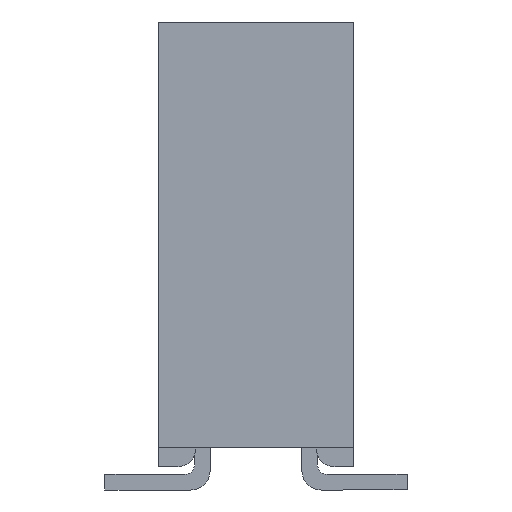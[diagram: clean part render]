
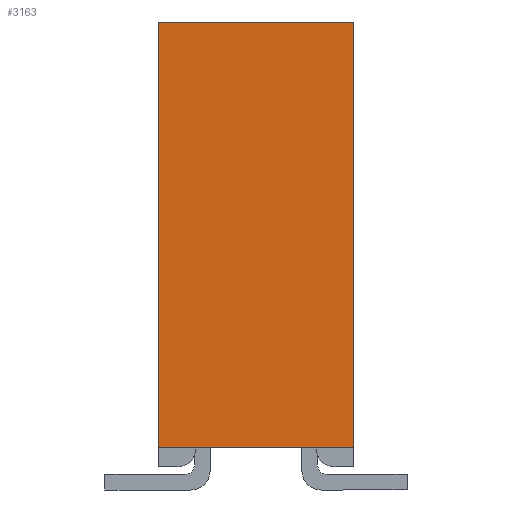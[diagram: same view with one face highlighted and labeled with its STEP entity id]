
A CAD part, left-side view. The second image highlights one B-rep face of the part: STEP entity #3163.
In plain terms, the highlighted planar face has unit normal (-1, 0, 0).
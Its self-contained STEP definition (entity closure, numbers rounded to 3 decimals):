
#3163 = ADVANCED_FACE('',(#3164),#3198,.F.);
#3164 = FACE_BOUND('',#3165,.T.);
#3165 = EDGE_LOOP('',(#3166,#3176,#3184,#3192));
#3166 = ORIENTED_EDGE('',*,*,#3167,.T.);
#3167 = EDGE_CURVE('',#3168,#3170,#3172,.T.);
#3168 = VERTEX_POINT('',#3169);
#3169 = CARTESIAN_POINT('',(-10.287,5.791,-1.27));
#3170 = VERTEX_POINT('',#3171);
#3171 = CARTESIAN_POINT('',(-10.287,0.254,-1.27));
#3172 = LINE('',#3173,#3174);
#3173 = CARTESIAN_POINT('',(-10.287,5.791,-1.27));
#3174 = VECTOR('',#3175,1.);
#3175 = DIRECTION('',(0.,-1.,0.));
#3176 = ORIENTED_EDGE('',*,*,#3177,.T.);
#3177 = EDGE_CURVE('',#3170,#3178,#3180,.T.);
#3178 = VERTEX_POINT('',#3179);
#3179 = CARTESIAN_POINT('',(-10.287,0.254,1.27));
#3180 = LINE('',#3181,#3182);
#3181 = CARTESIAN_POINT('',(-10.287,0.254,-0.787));
#3182 = VECTOR('',#3183,1.);
#3183 = DIRECTION('',(0.,0.,1.));
#3184 = ORIENTED_EDGE('',*,*,#3185,.F.);
#3185 = EDGE_CURVE('',#3186,#3178,#3188,.T.);
#3186 = VERTEX_POINT('',#3187);
#3187 = CARTESIAN_POINT('',(-10.287,5.791,1.27));
#3188 = LINE('',#3189,#3190);
#3189 = CARTESIAN_POINT('',(-10.287,5.791,1.27));
#3190 = VECTOR('',#3191,1.);
#3191 = DIRECTION('',(0.,-1.,0.));
#3192 = ORIENTED_EDGE('',*,*,#3193,.F.);
#3193 = EDGE_CURVE('',#3168,#3186,#3194,.T.);
#3194 = LINE('',#3195,#3196);
#3195 = CARTESIAN_POINT('',(-10.287,5.791,-1.27));
#3196 = VECTOR('',#3197,1.);
#3197 = DIRECTION('',(0.,0.,1.));
#3198 = PLANE('',#3199);
#3199 = AXIS2_PLACEMENT_3D('',#3200,#3201,#3202);
#3200 = CARTESIAN_POINT('',(-10.287,5.791,-1.27));
#3201 = DIRECTION('',(1.,0.,0.));
#3202 = DIRECTION('',(0.,0.,-1.));
